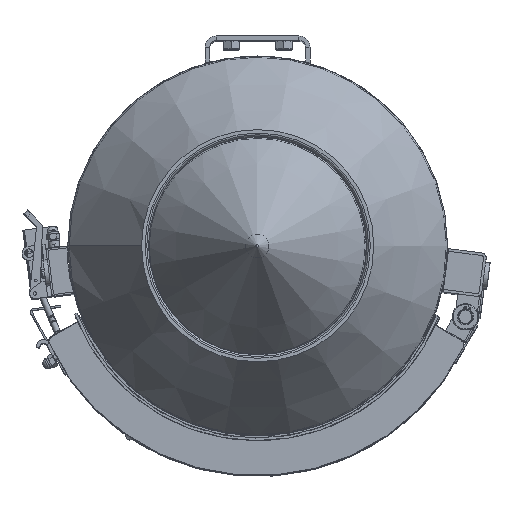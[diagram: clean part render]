
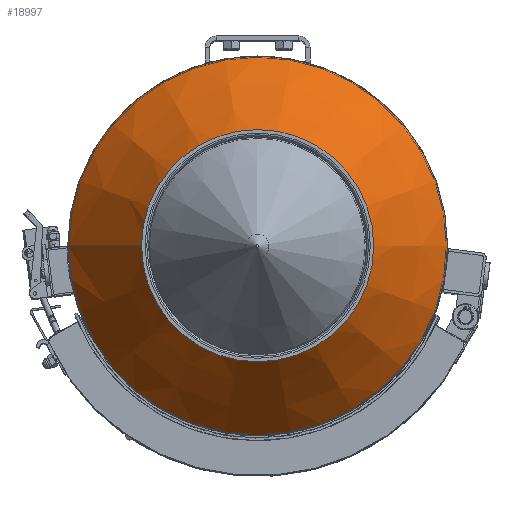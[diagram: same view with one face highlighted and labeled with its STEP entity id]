
A CAD part, top view. The second image highlights one B-rep face of the part: STEP entity #18997.
In plain terms, the highlighted conical face has half-angle 35.838 degrees and reference radius 172.061 mm.
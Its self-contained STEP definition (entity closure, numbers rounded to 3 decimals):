
#1191=LINE('',#31732,#2659);
#1193=LINE('',#31737,#2661);
#2659=VECTOR('',#24685,10.);
#2661=VECTOR('',#24689,10.);
#3204=CONICAL_SURFACE('',#20633,172.061,35.838);
#5270=FACE_OUTER_BOUND('',#6561,.T.);
#6561=EDGE_LOOP('',(#15241,#15242,#15243,#15244));
#7708=CIRCLE('',#20611,126.621);
#7719=CIRCLE('',#20632,217.5);
#9060=VERTEX_POINT('',#31709);
#9061=VERTEX_POINT('',#31710);
#9067=VERTEX_POINT('',#31727);
#9069=VERTEX_POINT('',#31734);
#11235=EDGE_CURVE('',#9060,#9061,#7708,.T.);
#11243=EDGE_CURVE('',#9067,#9061,#1191,.T.);
#11245=EDGE_CURVE('',#9060,#9069,#1193,.T.);
#11254=EDGE_CURVE('',#9069,#9067,#7719,.T.);
#15241=ORIENTED_EDGE('',*,*,#11243,.T.);
#15242=ORIENTED_EDGE('',*,*,#11235,.F.);
#15243=ORIENTED_EDGE('',*,*,#11245,.T.);
#15244=ORIENTED_EDGE('',*,*,#11254,.T.);
#18997=ADVANCED_FACE('',(#5270),#3204,.T.);
#20611=AXIS2_PLACEMENT_3D('',#31711,#24660,#24661);
#20632=AXIS2_PLACEMENT_3D('',#31754,#24710,#24711);
#20633=AXIS2_PLACEMENT_3D('',#31755,#24712,#24713);
#24660=DIRECTION('center_axis',(0.,0.,1.));
#24661=DIRECTION('ref_axis',(0.,-1.,0.));
#24685=DIRECTION('',(0.585,0.,0.811));
#24689=DIRECTION('',(-0.585,0.,-0.811));
#24710=DIRECTION('center_axis',(0.,0.,1.));
#24711=DIRECTION('ref_axis',(0.,-1.,0.));
#24712=DIRECTION('center_axis',(0.,0.,-1.));
#24713=DIRECTION('ref_axis',(0.,-1.,0.));
#31709=CARTESIAN_POINT('',(-126.621,-0.05,807.));
#31710=CARTESIAN_POINT('',(-126.621,0.05,807.));
#31711=CARTESIAN_POINT('Origin',(0.,0.,
807.));
#31727=CARTESIAN_POINT('',(-217.5,0.05,681.171));
#31732=CARTESIAN_POINT('',(-172.061,0.05,744.085));
#31734=CARTESIAN_POINT('',(-217.5,-0.05,681.171));
#31737=CARTESIAN_POINT('',(-172.061,-0.05,744.085));
#31754=CARTESIAN_POINT('Origin',(0.,0.,
681.171));
#31755=CARTESIAN_POINT('Origin',(0.,0.,
744.085));
